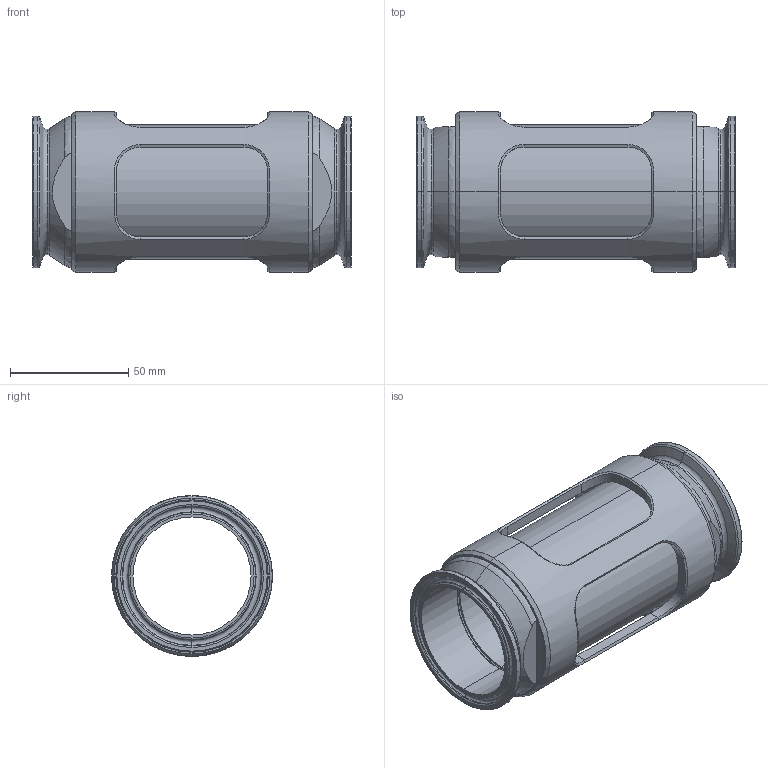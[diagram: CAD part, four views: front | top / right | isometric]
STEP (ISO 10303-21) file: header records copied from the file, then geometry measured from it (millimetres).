
FILE_DESCRIPTION (( 'STEP AP214' ), '1' );
FILE_NAME ('SG.SV.D050.STEP', '2020-02-10T14:30:04', ( '' ), ( '' ), 'SwSTEP 2.0', 'SolidWorks 2019', '' );
FILE_SCHEMA (( 'AUTOMOTIVE_DESIGN' ));
Length unit declared in the file: millimetre
Products named in the file (6): SG.SV.D050; C0444 - SVFI FLANGE ENDS_DN50; DIN 32676 - STD - VFI - GLASS_DN50; C0444 - VFI ORINGS_DN50S; C0444 - VFI ORINGS_DN50C; C0444 - SVFI BODIES_DN50
Assembly tree (8 placements, depth 2):
  SG.SV.D050
    C0444 - SVFI BODIES_DN50
    C0444 - VFI ORINGS_DN50S  x2
    C0444 - SVFI FLANGE ENDS_DN50  x2
    C0444 - VFI ORINGS_DN50C  x2
    DIN 32676 - STD - VFI - GLASS_DN50
Bounding box: 135 x 68 x 68 mm (x, y, z)
Volume: 129940.4 mm3; surface area: 98682.4 mm2
Topology: 8 solids, 8 shells, 340 faces, 798 edges, 480 vertices
Faces by surface type: cylinder 110, torus 88, plane 64, cone 50, bspline 28
Entity records: 17540 total; most frequent: CARTESIAN_POINT 11795, ORIENTED_EDGE 1198, DIRECTION 1131, EDGE_CURVE 599, AXIS2_PLACEMENT_3D 484, VERTEX_POINT 363, EDGE_LOOP 276, FACE_OUTER_BOUND 252
